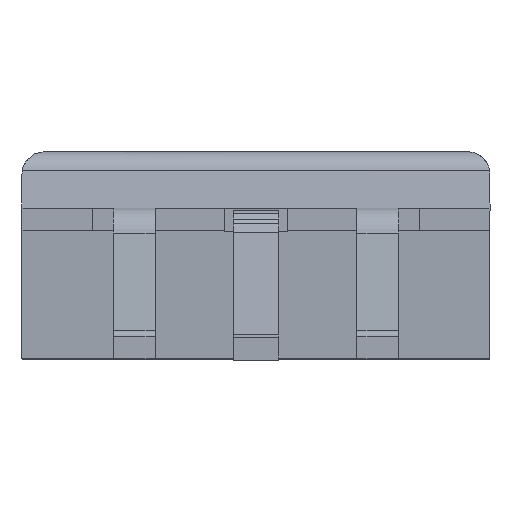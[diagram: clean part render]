
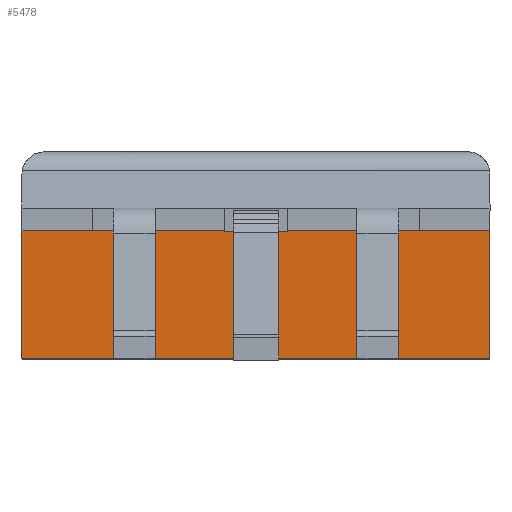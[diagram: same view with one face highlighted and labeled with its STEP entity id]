
A CAD part, front view. The second image highlights one B-rep face of the part: STEP entity #5478.
In plain terms, the highlighted face is planar.
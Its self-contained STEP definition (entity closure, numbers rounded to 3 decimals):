
#107 = VECTOR ( 'NONE', #4530, 1000. ) ;
#215 = CARTESIAN_POINT ( 'NONE',  ( 4.575, 0., 5.2 ) ) ;
#282 = CARTESIAN_POINT ( 'NONE',  ( 4.675, 2.85, -5.2 ) ) ;
#288 = LINE ( 'NONE', #5519, #2843 ) ;
#437 = DIRECTION ( 'NONE',  ( -0.999, 0.035, 0. ) ) ;
#449 = ORIENTED_EDGE ( 'NONE', *, *, #619, .T. ) ;
#479 = CARTESIAN_POINT ( 'NONE',  ( 4.675, 2.85, -5.2 ) ) ;
#549 = DIRECTION ( 'NONE',  ( 0., 0., -1. ) ) ;
#619 = EDGE_CURVE ( 'NONE', #1626, #2325, #805, .T. ) ;
#714 = EDGE_LOOP ( 'NONE', ( #3783, #449, #4422, #2230, #5799, #3027, #1226, #3459, #2011, #1526 ) ) ;
#718 = CARTESIAN_POINT ( 'NONE',  ( 4.675, 2.85, 3.64 ) ) ;
#734 = EDGE_CURVE ( 'NONE', #5399, #1626, #3417, .T. ) ;
#805 = LINE ( 'NONE', #5934, #3192 ) ;
#840 = VECTOR ( 'NONE', #1525, 1000. ) ;
#858 = EDGE_CURVE ( 'NONE', #5399, #3616, #1574, .T. ) ;
#895 = PLANE ( 'NONE',  #5625 ) ;
#1131 = CARTESIAN_POINT ( 'NONE',  ( 4.575, 0., 5.2 ) ) ;
#1226 = ORIENTED_EDGE ( 'NONE', *, *, #3908, .F. ) ;
#1237 = VECTOR ( 'NONE', #549, 1000. ) ;
#1275 = DIRECTION ( 'NONE',  ( 0., 0., -1. ) ) ;
#1525 = DIRECTION ( 'NONE',  ( 0., 0., -1. ) ) ;
#1526 = ORIENTED_EDGE ( 'NONE', *, *, #858, .F. ) ;
#1574 = LINE ( 'NONE', #5022, #3929 ) ;
#1626 = VERTEX_POINT ( 'NONE', #2934 ) ;
#1647 = DIRECTION ( 'NONE',  ( 0., 0., -1. ) ) ;
#1744 = EDGE_CURVE ( 'NONE', #6068, #5732, #288, .T. ) ;
#1851 = VECTOR ( 'NONE', #4633, 1000. ) ;
#2011 = ORIENTED_EDGE ( 'NONE', *, *, #4667, .F. ) ;
#2047 = CARTESIAN_POINT ( 'NONE',  ( 4.675, 2.85, -2.24 ) ) ;
#2083 = CARTESIAN_POINT ( 'NONE',  ( 4.675, 2.85, -3.64 ) ) ;
#2230 = ORIENTED_EDGE ( 'NONE', *, *, #1744, .F. ) ;
#2325 = VERTEX_POINT ( 'NONE', #2837 ) ;
#2403 = CARTESIAN_POINT ( 'NONE',  ( 4.675, 2.85, 3.64 ) ) ;
#2426 = LINE ( 'NONE', #479, #4787 ) ;
#2583 = VERTEX_POINT ( 'NONE', #3921 ) ;
#2631 = VECTOR ( 'NONE', #1275, 1000. ) ;
#2685 = DIRECTION ( 'NONE',  ( 0., 0., -1. ) ) ;
#2732 = DIRECTION ( 'NONE',  ( 0.035, 0.999, 0. ) ) ;
#2837 = CARTESIAN_POINT ( 'NONE',  ( 4.675, 2.85, -5.2 ) ) ;
#2843 = VECTOR ( 'NONE', #2685, 1000. ) ;
#2858 = DIRECTION ( 'NONE',  ( 0., 0., -1. ) ) ;
#2934 = CARTESIAN_POINT ( 'NONE',  ( 4.575, 0., -5.2 ) ) ;
#2994 = VERTEX_POINT ( 'NONE', #4376 ) ;
#3027 = ORIENTED_EDGE ( 'NONE', *, *, #3464, .F. ) ;
#3080 = LINE ( 'NONE', #6029, #1851 ) ;
#3192 = VECTOR ( 'NONE', #5468, 1000. ) ;
#3212 = EDGE_CURVE ( 'NONE', #4863, #6068, #5164, .T. ) ;
#3284 = CARTESIAN_POINT ( 'NONE',  ( 4.675, 2.85, -5.2 ) ) ;
#3417 = LINE ( 'NONE', #1131, #4891 ) ;
#3459 = ORIENTED_EDGE ( 'NONE', *, *, #3618, .T. ) ;
#3464 = EDGE_CURVE ( 'NONE', #2994, #4863, #3767, .T. ) ;
#3616 = VERTEX_POINT ( 'NONE', #4040 ) ;
#3618 = EDGE_CURVE ( 'NONE', #2583, #5097, #5176, .T. ) ;
#3721 = EDGE_CURVE ( 'NONE', #5732, #2325, #3080, .T. ) ;
#3759 = DIRECTION ( 'NONE',  ( -0.035, -0.999, 0. ) ) ;
#3767 = LINE ( 'NONE', #5776, #1237 ) ;
#3783 = ORIENTED_EDGE ( 'NONE', *, *, #734, .T. ) ;
#3908 = EDGE_CURVE ( 'NONE', #2583, #2994, #2426, .T. ) ;
#3921 = CARTESIAN_POINT ( 'NONE',  ( 4.675, 2.85, 2.24 ) ) ;
#3929 = VECTOR ( 'NONE', #2732, 1000. ) ;
#4040 = CARTESIAN_POINT ( 'NONE',  ( 4.675, 2.85, 5.2 ) ) ;
#4376 = CARTESIAN_POINT ( 'NONE',  ( 4.675, 2.85, 0.7 ) ) ;
#4422 = ORIENTED_EDGE ( 'NONE', *, *, #3721, .F. ) ;
#4530 = DIRECTION ( 'NONE',  ( 0., 0., 1. ) ) ;
#4633 = DIRECTION ( 'NONE',  ( 0., 0., -1. ) ) ;
#4639 = LINE ( 'NONE', #4820, #840 ) ;
#4667 = EDGE_CURVE ( 'NONE', #3616, #5097, #4639, .T. ) ;
#4787 = VECTOR ( 'NONE', #2858, 1000. ) ;
#4820 = CARTESIAN_POINT ( 'NONE',  ( 4.675, 2.85, -5.2 ) ) ;
#4863 = VERTEX_POINT ( 'NONE', #5988 ) ;
#4891 = VECTOR ( 'NONE', #1647, 1000. ) ;
#4912 = FACE_OUTER_BOUND ( 'NONE', #714, .T. ) ;
#5022 = CARTESIAN_POINT ( 'NONE',  ( 4.675, 2.85, 5.2 ) ) ;
#5097 = VERTEX_POINT ( 'NONE', #2403 ) ;
#5164 = LINE ( 'NONE', #282, #2631 ) ;
#5176 = LINE ( 'NONE', #718, #107 ) ;
#5399 = VERTEX_POINT ( 'NONE', #215 ) ;
#5468 = DIRECTION ( 'NONE',  ( 0.035, 0.999, 0. ) ) ;
#5478 = ADVANCED_FACE ( 'NONE', ( #4912 ), #895, .F. ) ;
#5519 = CARTESIAN_POINT ( 'NONE',  ( 4.675, 2.85, -3.64 ) ) ;
#5625 = AXIS2_PLACEMENT_3D ( 'NONE', #3284, #437, #3759 ) ;
#5732 = VERTEX_POINT ( 'NONE', #2083 ) ;
#5776 = CARTESIAN_POINT ( 'NONE',  ( 4.675, 2.85, -5.2 ) ) ;
#5799 = ORIENTED_EDGE ( 'NONE', *, *, #3212, .F. ) ;
#5934 = CARTESIAN_POINT ( 'NONE',  ( 4.575, 0., -5.2 ) ) ;
#5988 = CARTESIAN_POINT ( 'NONE',  ( 4.675, 2.85, -0.7 ) ) ;
#6029 = CARTESIAN_POINT ( 'NONE',  ( 4.675, 2.85, -5.2 ) ) ;
#6068 = VERTEX_POINT ( 'NONE', #2047 ) ;
